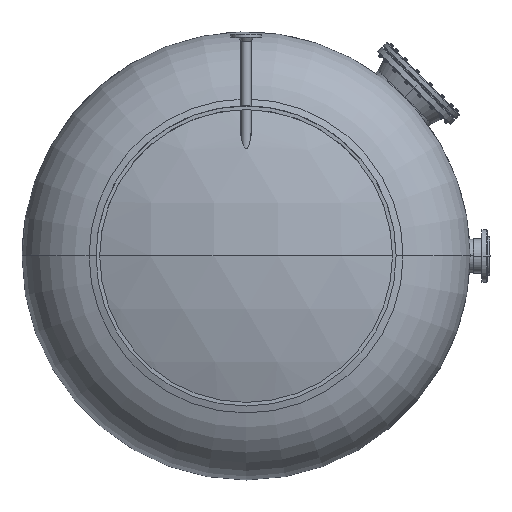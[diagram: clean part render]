
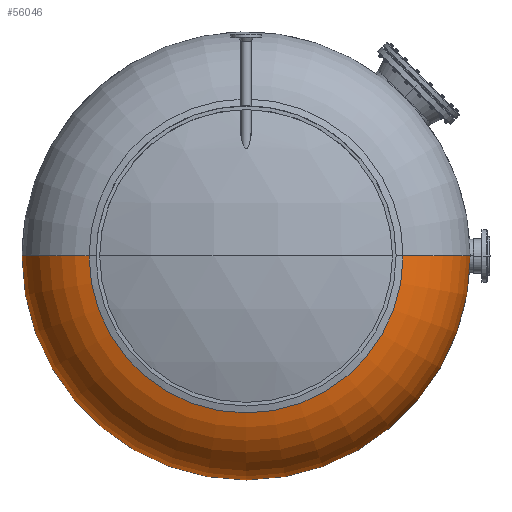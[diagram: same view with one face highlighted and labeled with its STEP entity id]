
A CAD part, front view. The second image highlights one B-rep face of the part: STEP entity #56046.
In plain terms, the highlighted toroidal (fillet/blend) face has major radius 750 mm and minor radius 475.237 mm.
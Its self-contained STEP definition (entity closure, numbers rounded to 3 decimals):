
#338 = CARTESIAN_POINT ( 'NONE',  ( 850.001, 777.001, -820. ) ) ;
#1745 = VERTEX_POINT ( 'NONE', #26741 ) ;
#3622 = ORIENTED_EDGE ( 'NONE', *, *, #11353, .T. ) ;
#4458 = EDGE_CURVE ( 'NONE', #84326, #1745, #43590, .T. ) ;
#7133 = ORIENTED_EDGE ( 'NONE', *, *, #25693, .F. ) ;
#11353 = EDGE_CURVE ( 'NONE', #1745, #79846, #99099, .T. ) ;
#12708 = DIRECTION ( 'NONE',  ( 0., 1., 0. ) ) ;
#15522 = AXIS2_PLACEMENT_3D ( 'NONE', #82546, #66515, #90617 ) ;
#20020 = ORIENTED_EDGE ( 'NONE', *, *, #48709, .F. ) ;
#22490 = CARTESIAN_POINT ( 'NONE',  ( 1707.941, 207.033, -820. ) ) ;
#25693 = EDGE_CURVE ( 'NONE', #84326, #47775, #98887, .T. ) ;
#26741 = CARTESIAN_POINT ( 'NONE',  ( -7.939, 207.033, -820. ) ) ;
#28322 = CIRCLE ( 'NONE', #68413, 1213. ) ;
#30768 = FACE_OUTER_BOUND ( 'NONE', #75928, .T. ) ;
#36208 = DIRECTION ( 'NONE',  ( 1., 0., 0. ) ) ;
#40354 = DIRECTION ( 'NONE',  ( -0.227, -0.974, 0. ) ) ;
#43590 = CIRCLE ( 'NONE', #57980, 857.94 ) ;
#46917 = DIRECTION ( 'NONE',  ( 1., 0., 0. ) ) ;
#47775 = VERTEX_POINT ( 'NONE', #59299 ) ;
#48352 = CARTESIAN_POINT ( 'NONE',  ( 850.001, 669.85, -820. ) ) ;
#48709 = EDGE_CURVE ( 'NONE', #47775, #79846, #28322, .T. ) ;
#48831 = DIRECTION ( 'NONE',  ( 1., 0., 0. ) ) ;
#55232 = CARTESIAN_POINT ( 'NONE',  ( -362.999, 777.001, -820. ) ) ;
#55393 = DIRECTION ( 'NONE',  ( 0., 1., 0. ) ) ;
#56046 = ADVANCED_FACE ( 'NONE', ( #30768 ), #79140, .T. ) ;
#57980 = AXIS2_PLACEMENT_3D ( 'NONE', #81416, #12708, #36208 ) ;
#59299 = CARTESIAN_POINT ( 'NONE',  ( 2063.001, 777.001, -820. ) ) ;
#63910 = CARTESIAN_POINT ( 'NONE',  ( 100.001, 669.85, -820. ) ) ;
#66515 = DIRECTION ( 'NONE',  ( 0., 0., 1. ) ) ;
#67912 = AXIS2_PLACEMENT_3D ( 'NONE', #48352, #55393, #48831 ) ;
#68413 = AXIS2_PLACEMENT_3D ( 'NONE', #338, #85044, #46917 ) ;
#71415 = DIRECTION ( 'NONE',  ( 0., 0., -1. ) ) ;
#75928 = EDGE_LOOP ( 'NONE', ( #79210, #3622, #20020, #7133 ) ) ;
#79140 = TOROIDAL_SURFACE ( 'NONE', #67912, 750., 475.237 ) ;
#79210 = ORIENTED_EDGE ( 'NONE', *, *, #4458, .T. ) ;
#79846 = VERTEX_POINT ( 'NONE', #55232 ) ;
#81416 = CARTESIAN_POINT ( 'NONE',  ( 850.001, 207.033, -820. ) ) ;
#82546 = CARTESIAN_POINT ( 'NONE',  ( 1600.001, 669.85, -820. ) ) ;
#82960 = AXIS2_PLACEMENT_3D ( 'NONE', #63910, #71415, #40354 ) ;
#84326 = VERTEX_POINT ( 'NONE', #22490 ) ;
#85044 = DIRECTION ( 'NONE',  ( 0., 1., 0. ) ) ;
#90617 = DIRECTION ( 'NONE',  ( 0.227, -0.974, 0. ) ) ;
#98887 = CIRCLE ( 'NONE', #15522, 475.237 ) ;
#99099 = CIRCLE ( 'NONE', #82960, 475.237 ) ;
